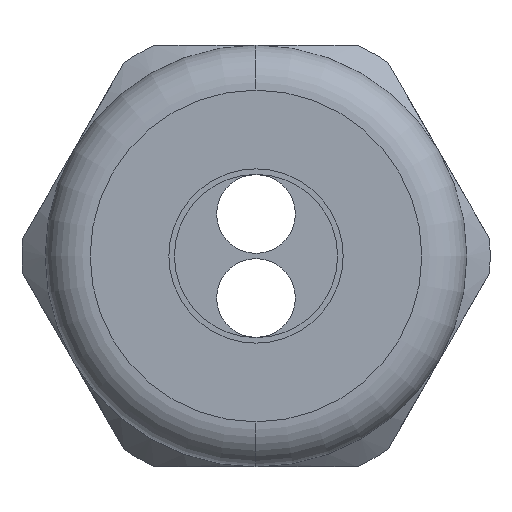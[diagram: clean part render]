
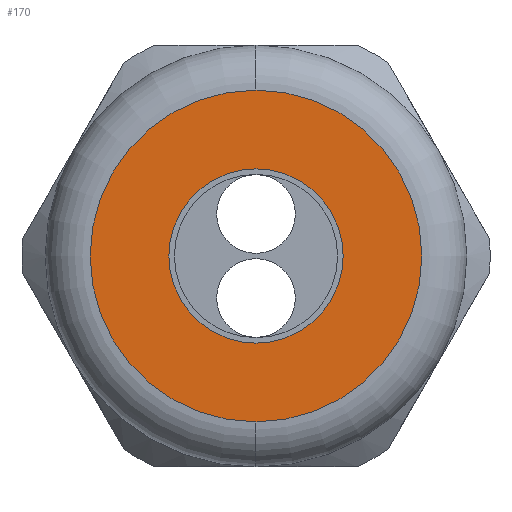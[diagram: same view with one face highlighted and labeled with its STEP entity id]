
A CAD part, left-side view. The second image highlights one B-rep face of the part: STEP entity #170.
In plain terms, the highlighted planar face has unit normal (-1, 0, 0).
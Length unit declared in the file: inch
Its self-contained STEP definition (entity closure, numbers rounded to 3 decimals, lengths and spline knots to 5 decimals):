
#170 = ADVANCED_FACE ( 'NONE', ( #1325, #1324 ), #1323, .T. ) ;
#171 = EDGE_LOOP ( 'NONE', ( #172, #173 ) ) ;
#172 = ORIENTED_EDGE ( 'NONE', *, *, #890, .T. ) ;
#173 = ORIENTED_EDGE ( 'NONE', *, *, #227, .T. ) ;
#227 = EDGE_CURVE ( 'NONE', #880, #891, #1410, .T. ) ;
#228 = EDGE_LOOP ( 'NONE', ( #229, #231 ) ) ;
#229 = ORIENTED_EDGE ( 'NONE', *, *, #230, .T. ) ;
#230 = EDGE_CURVE ( 'NONE', #914, #913, #1404, .T. ) ;
#231 = ORIENTED_EDGE ( 'NONE', *, *, #912, .T. ) ;
#880 = VERTEX_POINT ( 'NONE', #2471 ) ;
#890 = EDGE_CURVE ( 'NONE', #891, #880, #2459, .T. ) ;
#891 = VERTEX_POINT ( 'NONE', #2454 ) ;
#912 = EDGE_CURVE ( 'NONE', #913, #914, #2535, .T. ) ;
#913 = VERTEX_POINT ( 'NONE', #2531 ) ;
#914 = VERTEX_POINT ( 'NONE', #2530 ) ;
#1319 = DIRECTION ( 'NONE',  ( 0., 0., 1. ) ) ;
#1320 = DIRECTION ( 'NONE',  ( -1., 0., 0. ) ) ;
#1321 = CARTESIAN_POINT ( 'NONE',  ( -1.18, 0.375, 0. ) ) ;
#1322 = AXIS2_PLACEMENT_3D ( 'NONE', #1321, #1320, #1319 ) ;
#1323 = PLANE ( 'NONE',  #1322 ) ;
#1324 = FACE_BOUND ( 'NONE', #228, .T. ) ;
#1325 = FACE_OUTER_BOUND ( 'NONE', #171, .T. ) ;
#1400 = DIRECTION ( 'NONE',  ( 0., 0., -1. ) ) ;
#1401 = DIRECTION ( 'NONE',  ( 1., 0., 0. ) ) ;
#1402 = CARTESIAN_POINT ( 'NONE',  ( -1.18, 0., 0. ) ) ;
#1403 = AXIS2_PLACEMENT_3D ( 'NONE', #1402, #1401, #1400 ) ;
#1404 = CIRCLE ( 'NONE', #1403, 0.155 ) ;
#1406 = DIRECTION ( 'NONE',  ( 0., 0., 1. ) ) ;
#1407 = DIRECTION ( 'NONE',  ( -1., 0., 0. ) ) ;
#1408 = CARTESIAN_POINT ( 'NONE',  ( -1.18, 0., 0. ) ) ;
#1409 = AXIS2_PLACEMENT_3D ( 'NONE', #1408, #1407, #1406 ) ;
#1410 = CIRCLE ( 'NONE', #1409, 0.295 ) ;
#2454 = CARTESIAN_POINT ( 'NONE',  ( -1.18, 0., 0.295 ) ) ;
#2455 = DIRECTION ( 'NONE',  ( 0., 0., 1. ) ) ;
#2456 = DIRECTION ( 'NONE',  ( -1., 0., 0. ) ) ;
#2457 = CARTESIAN_POINT ( 'NONE',  ( -1.18, 0., 0. ) ) ;
#2458 = AXIS2_PLACEMENT_3D ( 'NONE', #2457, #2456, #2455 ) ;
#2459 = CIRCLE ( 'NONE', #2458, 0.295 ) ;
#2471 = CARTESIAN_POINT ( 'NONE',  ( -1.18, 0., -0.295 ) ) ;
#2530 = CARTESIAN_POINT ( 'NONE',  ( -1.18, 0., -0.155 ) ) ;
#2531 = CARTESIAN_POINT ( 'NONE',  ( -1.18, 0., 0.155 ) ) ;
#2532 = DIRECTION ( 'NONE',  ( 0., 0., -1. ) ) ;
#2533 = DIRECTION ( 'NONE',  ( 1., 0., 0. ) ) ;
#2534 = AXIS2_PLACEMENT_3D ( 'NONE', #2540, #2533, #2532 ) ;
#2535 = CIRCLE ( 'NONE', #2534, 0.155 ) ;
#2540 = CARTESIAN_POINT ( 'NONE',  ( -1.18, 0., 0. ) ) ;
